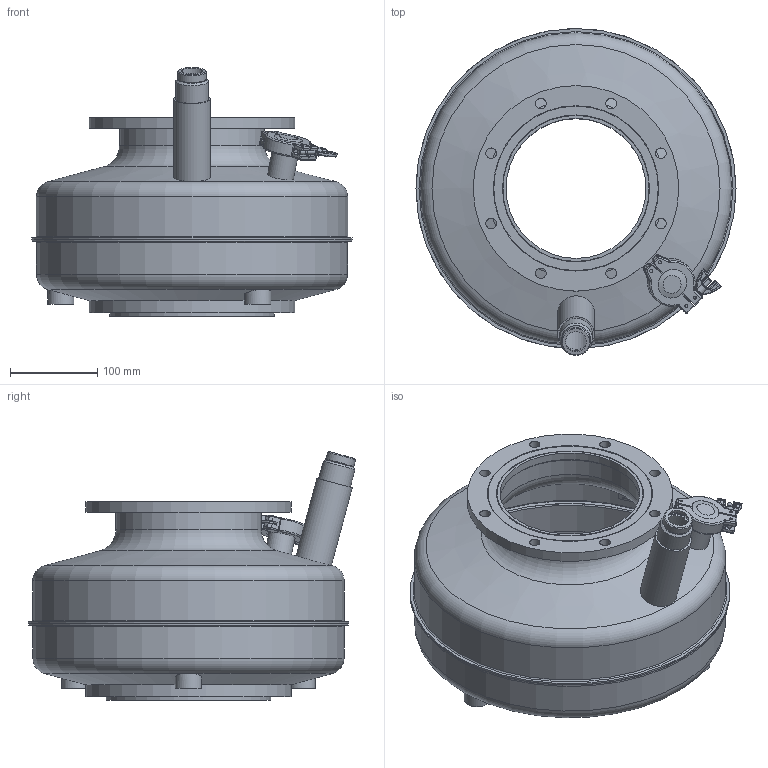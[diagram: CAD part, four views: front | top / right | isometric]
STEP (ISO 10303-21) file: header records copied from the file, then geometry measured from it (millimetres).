
FILE_DESCRIPTION(('STEP AP242'), '1');
FILE_NAME('ËÀ-160Ð ñ KF25', '2024-01-25T12:00:22', (''), (''), 'C3D Converter', 'C3D Toolkit', '');
FILE_SCHEMA(('AP242_MANAGED_MODEL_BASED_3D_ENGINEERING_MIM_LF { 1 0 10303 442 1 1 4 }'));
Length unit declared in the file: millimetre
Bounding box: 366 x 374.09 x 284.6 mm (x, y, z)
Surface area: 474902 mm2 (no closed solid volume)
Topology: 0 solids, 43 shells, 319 faces, 2568 edges, 2275 vertices
Faces by surface type: cylinder 145, plane 74, torus 42, cone 34, sphere 12, bspline 12
Full cylindrical faces by diameter (mm): 3.5 x3, 5 x1, 6 x1, 6.5 x1, 8.376 x8, 10.106 x3, 12 x8, 13 x1, 30 x4, 30.5 x1, 33 x1, 37.5 x1, 38 x1, 40 x2, 42 x1, 160 x2, 166 x1, 168 x2, 188 x2, 235 x2, 356 x2, 366 x2
Entity records: 33805 total; most frequent: CARTESIAN_POINT 19354, ORIENTED_EDGE 2985, EDGE_CURVE 2451, VERTEX_POINT 2267, DIRECTION 1971, B_SPLINE_CURVE_WITH_KNOTS 1036, AXIS2_PLACEMENT_3D 817, EDGE_LOOP 526
